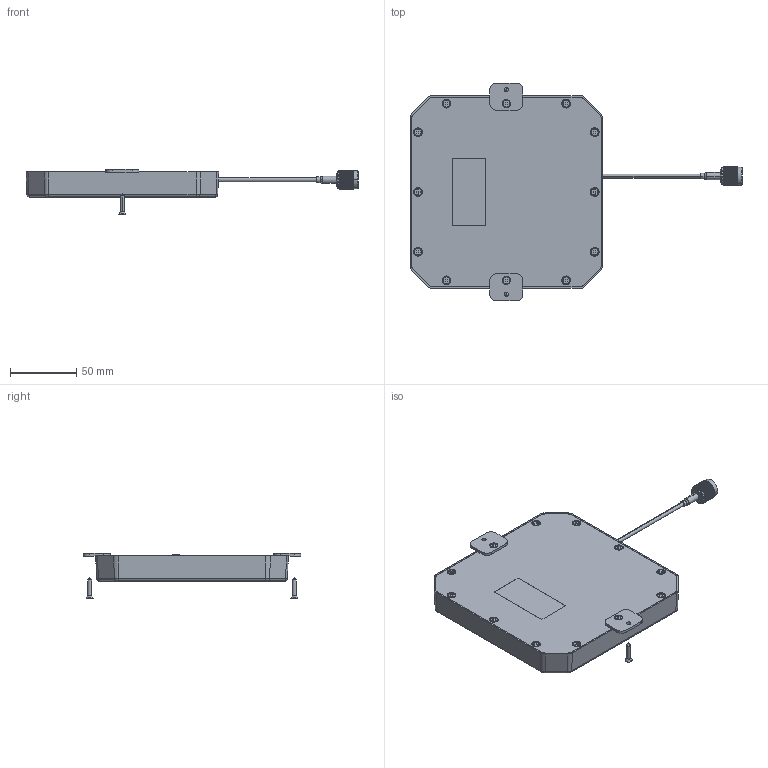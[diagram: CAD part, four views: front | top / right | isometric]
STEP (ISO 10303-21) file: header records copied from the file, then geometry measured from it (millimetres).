
FILE_DESCRIPTION (( 'STEP AP203' ), '1' );
FILE_NAME ('FMANFP1026_3D.STEP', '2022-11-21T16:13:58', ( '' ), ( '' ), 'SwSTEP 2.0', 'SolidWorks 2022', '' );
FILE_SCHEMA (( 'CONFIG_CONTROL_DESIGN' ));
Length unit declared in the file: inch
Products named in the file (3): FMANFP1026_3D; PE4668; LCANFP1026_MA1
Assembly tree (2 placements, depth 2):
  FMANFP1026_3D
    LCANFP1026_MA1
    PE4668
Bounding box: 249.81 x 164 x 34 mm (x, y, z)
Volume: 137709.6 mm3; surface area: 168523.7 mm2
Topology: 35 solids, 35 shells, 3882 faces, 8639 edges, 4816 vertices
Faces by surface type: bspline 2031, cylinder 885, plane 633, cone 213, torus 64, sphere 56
Entity records: 138232 total; most frequent: CARTESIAN_POINT 74636, ORIENTED_EDGE 17158, EDGE_CURVE 8579, DIRECTION 8223, VERTEX_POINT 4816, EDGE_LOOP 3983, ADVANCED_FACE 3882, FACE_OUTER_BOUND 3882
